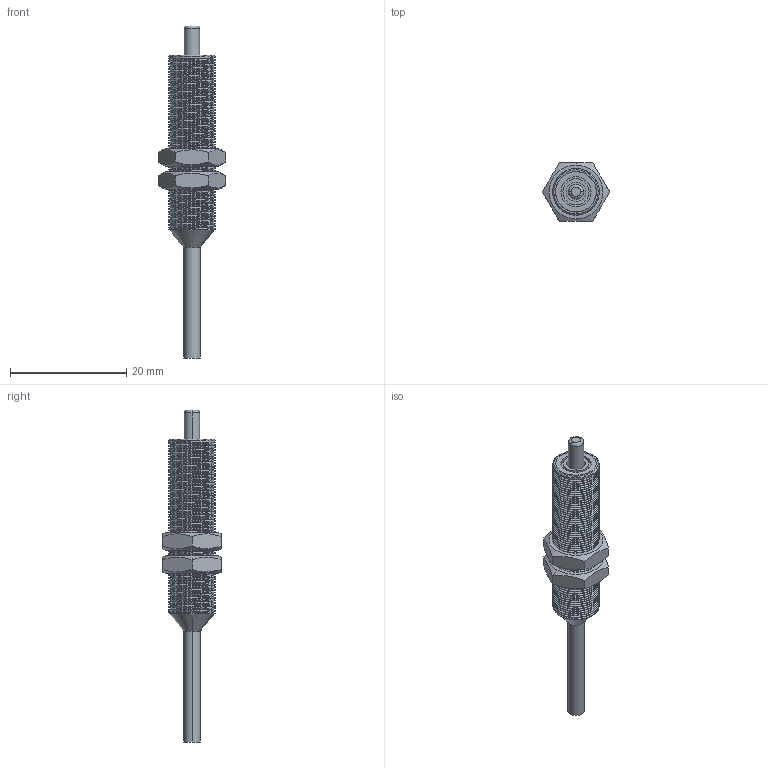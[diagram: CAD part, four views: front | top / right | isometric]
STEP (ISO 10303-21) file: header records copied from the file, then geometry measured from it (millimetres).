
FILE_DESCRIPTION (( 'STEP AP203' ), '1' );
FILE_NAME ('MR-T8A.STEP', '2018-08-09T10:14:34', ( 'XiaZaiMa.COM' ), ( 'Win10NeT.COM' ), 'SwSTEP 2.0', 'SolidWorks 2016', '' );
FILE_SCHEMA (( 'CONFIG_CONTROL_DESIGN' ));
Length unit declared in the file: millimetre
Products named in the file (1): MR-T8A
Bounding box: 11.55 x 10 x 57.03 mm (x, y, z)
Volume: 1901.8 mm3; surface area: 2180.4 mm2
Topology: 3 solids, 4 shells, 239 faces, 631 edges, 403 vertices
Faces by surface type: cylinder 158, cone 49, plane 25, bspline 7
Entity records: 16441 total; most frequent: CARTESIAN_POINT 11264, ORIENTED_EDGE 1262, DIRECTION 902, EDGE_CURVE 631, VERTEX_POINT 403, AXIS2_PLACEMENT_3D 340, EDGE_LOOP 248, FACE_OUTER_BOUND 239
